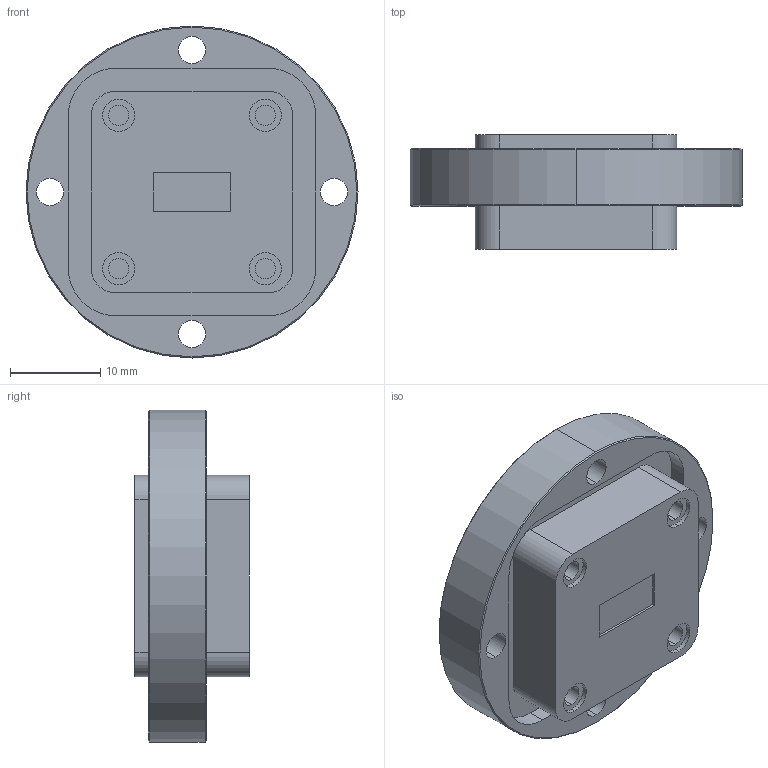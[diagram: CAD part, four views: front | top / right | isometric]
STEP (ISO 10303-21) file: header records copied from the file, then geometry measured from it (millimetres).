
FILE_DESCRIPTION (( 'STEP AP203' ), '1' );
FILE_NAME ('SWW-3405-SB.STEP', '2016-06-22T15:58:22', ( '' ), ( '' ), 'SwSTEP 2.0', 'SolidWorks 2013', '' );
FILE_SCHEMA (( 'CONFIG_CONTROL_DESIGN' ));
Length unit declared in the file: inch
Products named in the file (1): SWW-3405-SB
Bounding box: 36.83 x 12.7 x 36.83 mm (x, y, z)
Volume: 8940.9 mm3; surface area: 4320.5 mm2
Topology: 1 solids, 1 shells, 117 faces, 270 edges, 172 vertices
Faces by surface type: cylinder 62, plane 43, cone 12
Entity records: 3395 total; most frequent: DIRECTION 626, CARTESIAN_POINT 552, ORIENTED_EDGE 524, EDGE_CURVE 262, AXIS2_PLACEMENT_3D 246, VERTEX_POINT 172, EDGE_LOOP 150, LINE 134
